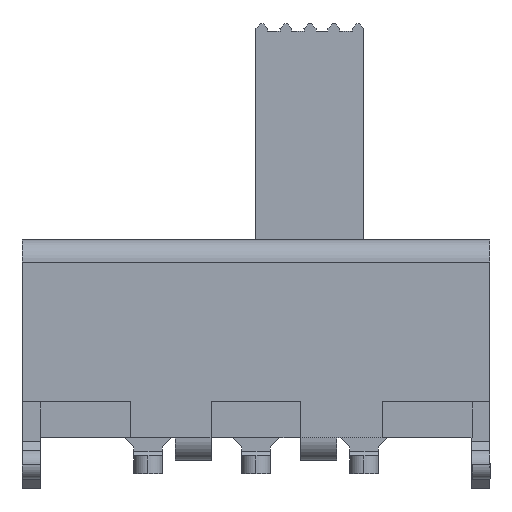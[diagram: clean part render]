
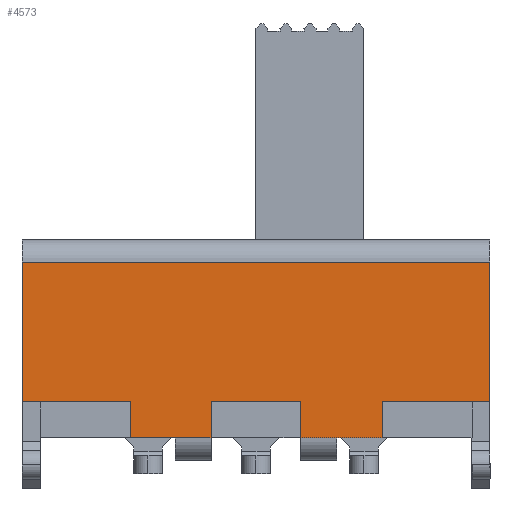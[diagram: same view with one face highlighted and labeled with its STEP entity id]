
A CAD part, front view. The second image highlights one B-rep face of the part: STEP entity #4573.
In plain terms, the highlighted planar face has unit normal (0, -1, 0).
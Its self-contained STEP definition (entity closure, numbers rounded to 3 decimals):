
#1155=ORIENTED_EDGE('',*,*,#2008,.F.);
#1156=ORIENTED_EDGE('',*,*,#2009,.T.);
#1157=ORIENTED_EDGE('',*,*,#1869,.T.);
#1158=ORIENTED_EDGE('',*,*,#2010,.F.);
#1159=ORIENTED_EDGE('',*,*,#2011,.T.);
#1160=ORIENTED_EDGE('',*,*,#1909,.T.);
#1161=ORIENTED_EDGE('',*,*,#2006,.T.);
#1162=ORIENTED_EDGE('',*,*,#1998,.F.);
#1163=ORIENTED_EDGE('',*,*,#2005,.T.);
#1164=ORIENTED_EDGE('',*,*,#1911,.T.);
#1165=ORIENTED_EDGE('',*,*,#2012,.F.);
#1166=ORIENTED_EDGE('',*,*,#1900,.F.);
#1167=ORIENTED_EDGE('',*,*,#2013,.T.);
#1168=ORIENTED_EDGE('',*,*,#2014,.F.);
#1869=EDGE_CURVE('',#2382,#2384,#2896,.F.);
#1900=EDGE_CURVE('',#2411,#2412,#2913,.T.);
#1909=EDGE_CURVE('',#2416,#2418,#2922,.T.);
#1911=EDGE_CURVE('',#2421,#2419,#2924,.T.);
#1998=EDGE_CURVE('',#2483,#2482,#3000,.F.);
#2005=EDGE_CURVE('',#2483,#2421,#3006,.T.);
#2006=EDGE_CURVE('',#2418,#2482,#3007,.T.);
#2008=EDGE_CURVE('',#2485,#2486,#3009,.T.);
#2009=EDGE_CURVE('',#2485,#2382,#3010,.T.);
#2010=EDGE_CURVE('',#2487,#2384,#3011,.T.);
#2011=EDGE_CURVE('',#2487,#2416,#3012,.T.);
#2012=EDGE_CURVE('',#2412,#2419,#3013,.T.);
#2013=EDGE_CURVE('',#2411,#2488,#3014,.F.);
#2014=EDGE_CURVE('',#2486,#2488,#3015,.T.);
#2382=VERTEX_POINT('',#7087);
#2384=VERTEX_POINT('',#7091);
#2411=VERTEX_POINT('',#7157);
#2412=VERTEX_POINT('',#7159);
#2416=VERTEX_POINT('',#7171);
#2418=VERTEX_POINT('',#7175);
#2419=VERTEX_POINT('',#7179);
#2421=VERTEX_POINT('',#7182);
#2482=VERTEX_POINT('',#7349);
#2483=VERTEX_POINT('',#7354);
#2485=VERTEX_POINT('',#7372);
#2486=VERTEX_POINT('',#7373);
#2487=VERTEX_POINT('',#7376);
#2488=VERTEX_POINT('',#7380);
#2896=LINE('',#7092,#3454);
#2913=LINE('',#7158,#3471);
#2922=LINE('',#7176,#3480);
#2924=LINE('',#7181,#3482);
#3000=LINE('',#7355,#3558);
#3006=LINE('',#7366,#3564);
#3007=LINE('',#7368,#3565);
#3009=LINE('',#7371,#3567);
#3010=LINE('',#7374,#3568);
#3011=LINE('',#7375,#3569);
#3012=LINE('',#7377,#3570);
#3013=LINE('',#7378,#3571);
#3014=LINE('',#7379,#3572);
#3015=LINE('',#7381,#3573);
#3454=VECTOR('',#5772,1000.);
#3471=VECTOR('',#5833,1000.);
#3480=VECTOR('',#5846,1000.);
#3482=VECTOR('',#5850,1000.);
#3558=VECTOR('',#5996,1000.);
#3564=VECTOR('',#6010,1000.);
#3565=VECTOR('',#6013,1000.);
#3567=VECTOR('',#6017,1000.);
#3568=VECTOR('',#6018,1000.);
#3569=VECTOR('',#6019,1000.);
#3570=VECTOR('',#6020,1000.);
#3571=VECTOR('',#6021,1000.);
#3572=VECTOR('',#6022,1000.);
#3573=VECTOR('',#6023,1000.);
#3855=EDGE_LOOP('',(#1155,#1156,#1157,#1158,#1159,#1160,#1161,#1162,#1163,
#1164,#1165,#1166,#1167,#1168));
#4115=FACE_BOUND('',#3855,.T.);
#4343=PLANE('',#4956);
#4573=ADVANCED_FACE('',(#4115),#4343,.F.);
#4956=AXIS2_PLACEMENT_3D('',#7370,#6015,#6016);
#5772=DIRECTION('',(-1.,0.,0.));
#5833=DIRECTION('',(-1.,0.,0.));
#5846=DIRECTION('',(1.,0.,0.));
#5850=DIRECTION('',(1.,0.,0.));
#5996=DIRECTION('',(-1.,0.,0.));
#6010=DIRECTION('',(0.,0.,-1.));
#6013=DIRECTION('',(0.,0.,1.));
#6015=DIRECTION('',(0.,1.,0.));
#6016=DIRECTION('',(0.,0.,1.));
#6017=DIRECTION('',(-1.,0.,0.));
#6018=DIRECTION('',(0.,0.,-1.));
#6019=DIRECTION('',(-1.,0.,0.));
#6020=DIRECTION('',(0.,0.,1.));
#6021=DIRECTION('',(0.,0.,1.));
#6022=DIRECTION('',(-1.,0.,0.));
#6023=DIRECTION('',(0.,0.,-1.));
#7087=CARTESIAN_POINT('',(1.25,-2.9,-5.));
#7091=CARTESIAN_POINT('',(2.25,-2.9,-5.));
#7092=CARTESIAN_POINT('',(-2.25,-2.9,-5.));
#7157=CARTESIAN_POINT('',(-2.25,-2.9,-5.));
#7158=CARTESIAN_POINT('',(3.5,-2.9,-5.));
#7159=CARTESIAN_POINT('',(-3.5,-2.9,-5.));
#7171=CARTESIAN_POINT('',(3.5,-2.9,-4.));
#7175=CARTESIAN_POINT('',(6.5,-2.9,-4.));
#7176=CARTESIAN_POINT('',(6.5,-2.9,-4.));
#7179=CARTESIAN_POINT('',(-3.5,-2.9,-4.));
#7181=CARTESIAN_POINT('',(6.5,-2.9,-4.));
#7182=CARTESIAN_POINT('',(-6.5,-2.9,-4.));
#7349=CARTESIAN_POINT('',(6.5,-2.9,-0.125));
#7354=CARTESIAN_POINT('',(-6.5,-2.9,-0.125));
#7355=CARTESIAN_POINT('',(6.5,-2.9,-0.125));
#7366=CARTESIAN_POINT('',(-6.5,-2.9,0.));
#7368=CARTESIAN_POINT('',(6.5,-2.9,0.));
#7370=CARTESIAN_POINT('',(6.5,-2.9,0.));
#7371=CARTESIAN_POINT('',(1.25,-2.9,-4.));
#7372=CARTESIAN_POINT('',(1.25,-2.9,-4.));
#7373=CARTESIAN_POINT('',(-1.25,-2.9,-4.));
#7374=CARTESIAN_POINT('',(1.25,-2.9,-4.));
#7375=CARTESIAN_POINT('',(3.5,-2.9,-5.));
#7376=CARTESIAN_POINT('',(3.5,-2.9,-5.));
#7377=CARTESIAN_POINT('',(3.5,-2.9,-5.));
#7378=CARTESIAN_POINT('',(-3.5,-2.9,-5.));
#7379=CARTESIAN_POINT('',(-2.25,-2.9,-5.));
#7380=CARTESIAN_POINT('',(-1.25,-2.9,-5.));
#7381=CARTESIAN_POINT('',(-1.25,-2.9,-4.));
